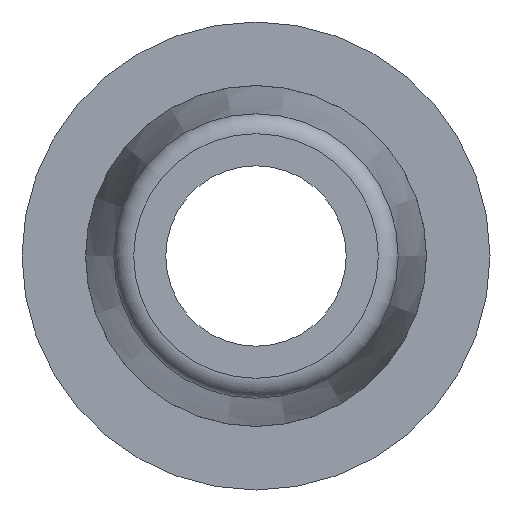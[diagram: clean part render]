
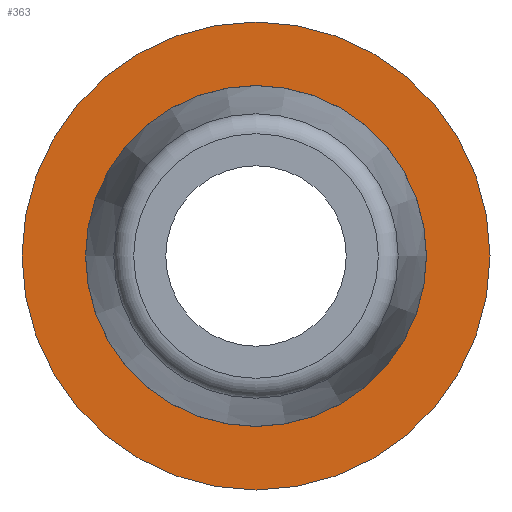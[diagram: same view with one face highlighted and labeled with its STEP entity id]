
A CAD part, left-side view. The second image highlights one B-rep face of the part: STEP entity #363.
In plain terms, the highlighted planar face has unit normal (-1, 0, 0).
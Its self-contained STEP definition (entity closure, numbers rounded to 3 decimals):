
#312=CARTESIAN_POINT('',(13.0,2.55,0.));
#313=VERTEX_POINT('',#312);
#314=CARTESIAN_POINT('',(13.0,0.0,0.0));
#315=DIRECTION('',(-1.0,0.0,0.0));
#316=DIRECTION('',(0.0,-1.0,0.0));
#317=AXIS2_PLACEMENT_3D('',#314,#315,#316);
#318=CIRCLE('',#317,2.55);
#319=EDGE_CURVE('',#313,#313,#318,.T.);
#344=CARTESIAN_POINT('',(13.0,2.775,0.0));
#345=DIRECTION('',(-1.0,0.0,0.0));
#346=DIRECTION('',(0.0,0.0,1.0));
#347=AXIS2_PLACEMENT_3D('',#344,#345,#346);
#348=PLANE('',#347);
#349=CARTESIAN_POINT('',(13.0,3.5,0.0));
#350=VERTEX_POINT('',#349);
#351=CARTESIAN_POINT('',(13.0,0.0,0.0));
#352=DIRECTION('',(1.0,0.0,0.0));
#353=DIRECTION('',(0.0,1.0,0.0));
#354=AXIS2_PLACEMENT_3D('',#351,#352,#353);
#355=CIRCLE('',#354,3.5);
#356=EDGE_CURVE('',#350,#350,#355,.T.);
#357=ORIENTED_EDGE('',*,*,#356,.F.);
#358=EDGE_LOOP('',(#357));
#359=FACE_OUTER_BOUND('',#358,.T.);
#360=ORIENTED_EDGE('',*,*,#319,.F.);
#361=EDGE_LOOP('',(#360));
#362=FACE_BOUND('',#361,.T.);
#363=ADVANCED_FACE('',(#359,#362),#348,.T.);
